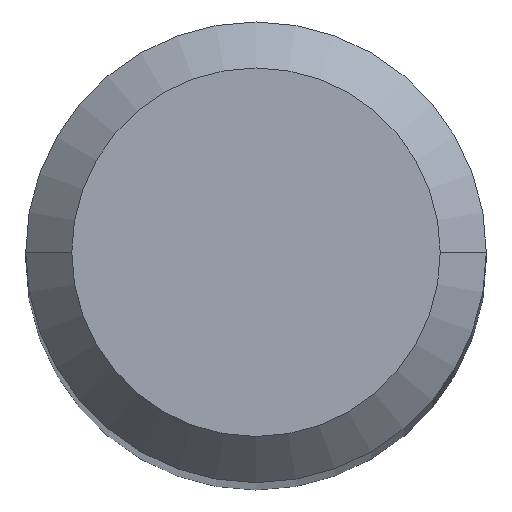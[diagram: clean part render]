
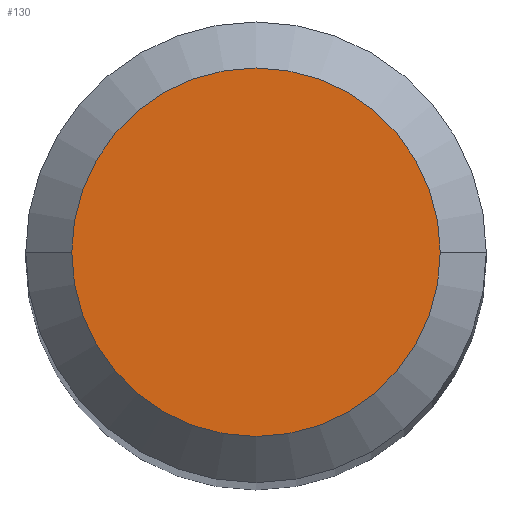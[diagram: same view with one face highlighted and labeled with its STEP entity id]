
A CAD part, top view. The second image highlights one B-rep face of the part: STEP entity #130.
In plain terms, the highlighted planar face has unit normal (0, 0, 1).
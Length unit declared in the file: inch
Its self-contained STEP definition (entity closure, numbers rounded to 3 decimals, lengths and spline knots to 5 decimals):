
#2 = FACE_OUTER_BOUND ( 'NONE', #30, .T. ) ;
#30 = EDGE_LOOP ( 'NONE', ( #377, #70 ) ) ;
#40 = DIRECTION ( 'NONE',  ( -1., 0., 0. ) ) ;
#54 = DIRECTION ( 'NONE',  ( 1., 0., 0. ) ) ;
#66 = AXIS2_PLACEMENT_3D ( 'NONE', #461, #81, #232 ) ;
#70 = ORIENTED_EDGE ( 'NONE', *, *, #254, .T. ) ;
#72 = PLANE ( 'NONE',  #473 ) ;
#81 = DIRECTION ( 'NONE',  ( 0., 0., 1. ) ) ;
#119 = CIRCLE ( 'NONE', #66, 0.04724 ) ;
#130 = ADVANCED_FACE ( 'NONE', ( #2 ), #72, .F. ) ;
#169 = EDGE_CURVE ( 'NONE', #339, #448, #336, .T. ) ;
#222 = CARTESIAN_POINT ( 'NONE',  ( 0., 0., 0. ) ) ;
#232 = DIRECTION ( 'NONE',  ( 1., 0., 0. ) ) ;
#247 = AXIS2_PLACEMENT_3D ( 'NONE', #390, #385, #54 ) ;
#254 = EDGE_CURVE ( 'NONE', #448, #339, #119, .T. ) ;
#322 = CARTESIAN_POINT ( 'NONE',  ( 0.04724, 0., 0. ) ) ;
#336 = CIRCLE ( 'NONE', #247, 0.04724 ) ;
#339 = VERTEX_POINT ( 'NONE', #438 ) ;
#377 = ORIENTED_EDGE ( 'NONE', *, *, #169, .T. ) ;
#379 = DIRECTION ( 'NONE',  ( 0., 0., -1. ) ) ;
#385 = DIRECTION ( 'NONE',  ( 0., 0., 1. ) ) ;
#390 = CARTESIAN_POINT ( 'NONE',  ( 0., 0., 0. ) ) ;
#438 = CARTESIAN_POINT ( 'NONE',  ( -0.04724, 0., 0. ) ) ;
#448 = VERTEX_POINT ( 'NONE', #322 ) ;
#461 = CARTESIAN_POINT ( 'NONE',  ( 0., 0., 0. ) ) ;
#473 = AXIS2_PLACEMENT_3D ( 'NONE', #222, #379, #40 ) ;
